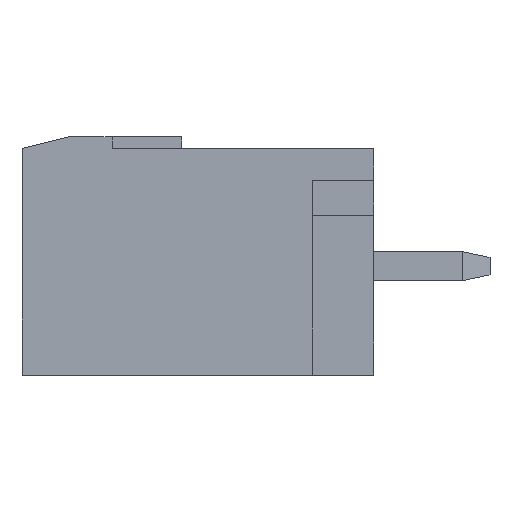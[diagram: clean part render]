
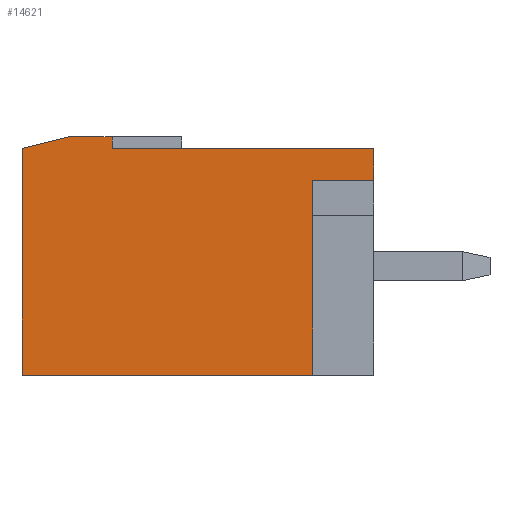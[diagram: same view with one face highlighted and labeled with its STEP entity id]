
A CAD part, left-side view. The second image highlights one B-rep face of the part: STEP entity #14621.
In plain terms, the highlighted planar face has unit normal (-1, 0, 0).
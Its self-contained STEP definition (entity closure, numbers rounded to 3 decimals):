
#2242 = EDGE_CURVE ( 'NONE', #4072, #5619, #29902, .T. ) ;
#3001 = CARTESIAN_POINT ( 'NONE',  ( 0., 9., 7.8 ) ) ;
#3390 = VECTOR ( 'NONE', #27202, 1000. ) ;
#3850 = VECTOR ( 'NONE', #12314, 1000. ) ;
#4072 = VERTEX_POINT ( 'NONE', #5085 ) ;
#4279 = CARTESIAN_POINT ( 'NONE',  ( 0., 9., 8.2 ) ) ;
#5085 = CARTESIAN_POINT ( 'NONE',  ( 0., 0., 6.7 ) ) ;
#5619 = VERTEX_POINT ( 'NONE', #5940 ) ;
#5832 = EDGE_CURVE ( 'NONE', #17651, #18611, #27694, .T. ) ;
#5940 = CARTESIAN_POINT ( 'NONE',  ( 0., 0., 7.8 ) ) ;
#6179 = VERTEX_POINT ( 'NONE', #3001 ) ;
#7167 = DIRECTION ( 'NONE',  ( 0., 0., 1. ) ) ;
#7504 = EDGE_CURVE ( 'NONE', #29102, #25811, #25360, .T. ) ;
#7588 = CARTESIAN_POINT ( 'NONE',  ( 0., 12.1, 0. ) ) ;
#8236 = ORIENTED_EDGE ( 'NONE', *, *, #2242, .T. ) ;
#9351 = ORIENTED_EDGE ( 'NONE', *, *, #20767, .T. ) ;
#9639 = EDGE_CURVE ( 'NONE', #17651, #25811, #26056, .T. ) ;
#10131 = VECTOR ( 'NONE', #15341, 1000. ) ;
#10230 = VECTOR ( 'NONE', #28594, 1000. ) ;
#10272 = DIRECTION ( 'NONE',  ( 0., -1., 0. ) ) ;
#10276 = DIRECTION ( 'NONE',  ( 1., 0., 0. ) ) ;
#11070 = EDGE_CURVE ( 'NONE', #29102, #26128, #23106, .T. ) ;
#11645 = VECTOR ( 'NONE', #31076, 1000. ) ;
#11649 = CARTESIAN_POINT ( 'NONE',  ( 0., 12.1, 8.2 ) ) ;
#11992 = DIRECTION ( 'NONE',  ( 0., 0., 1. ) ) ;
#12314 = DIRECTION ( 'NONE',  ( 0., 0., 1. ) ) ;
#12469 = CARTESIAN_POINT ( 'NONE',  ( 0., 0., 6.7 ) ) ;
#12529 = CARTESIAN_POINT ( 'NONE',  ( 0., 10.5, 8.2 ) ) ;
#12725 = EDGE_CURVE ( 'NONE', #5619, #6179, #18304, .T. ) ;
#13116 = EDGE_CURVE ( 'NONE', #6179, #18611, #19958, .T. ) ;
#13217 = CARTESIAN_POINT ( 'NONE',  ( 0., 9., 7.8 ) ) ;
#13231 = VECTOR ( 'NONE', #7167, 1000. ) ;
#13595 = EDGE_LOOP ( 'NONE', ( #20827, #28270, #24506, #14694, #9351, #8236, #18488, #23402, #23540 ) ) ;
#14576 = CARTESIAN_POINT ( 'NONE',  ( 0., 0., 8.2 ) ) ;
#14621 = ADVANCED_FACE ( 'NONE', ( #21987 ), #27059, .F. ) ;
#14633 = EDGE_CURVE ( 'NONE', #26128, #24016, #17742, .T. ) ;
#14694 = ORIENTED_EDGE ( 'NONE', *, *, #14633, .T. ) ;
#14704 = CARTESIAN_POINT ( 'NONE',  ( 0., 12.1, 8.2 ) ) ;
#14807 = CARTESIAN_POINT ( 'NONE',  ( 0., 9., 8.2 ) ) ;
#15341 = DIRECTION ( 'NONE',  ( 0., -1., 0. ) ) ;
#15381 = DIRECTION ( 'NONE',  ( 0., 0., -1. ) ) ;
#15794 = AXIS2_PLACEMENT_3D ( 'NONE', #11649, #10276, #15381 ) ;
#16803 = VECTOR ( 'NONE', #16883, 1000. ) ;
#16883 = DIRECTION ( 'NONE',  ( 0., -1., 0. ) ) ;
#16963 = CARTESIAN_POINT ( 'NONE',  ( 0., 12.1, 7.8 ) ) ;
#17651 = VERTEX_POINT ( 'NONE', #12529 ) ;
#17742 = LINE ( 'NONE', #29565, #3390 ) ;
#18304 = LINE ( 'NONE', #13217, #10230 ) ;
#18410 = VECTOR ( 'NONE', #10272, 1000. ) ;
#18488 = ORIENTED_EDGE ( 'NONE', *, *, #12725, .T. ) ;
#18611 = VERTEX_POINT ( 'NONE', #14807 ) ;
#18922 = CARTESIAN_POINT ( 'NONE',  ( 0., 2.1, 0. ) ) ;
#19931 = LINE ( 'NONE', #12469, #16803 ) ;
#19958 = LINE ( 'NONE', #4279, #3850 ) ;
#20767 = EDGE_CURVE ( 'NONE', #24016, #4072, #19931, .T. ) ;
#20827 = ORIENTED_EDGE ( 'NONE', *, *, #9639, .T. ) ;
#21987 = FACE_OUTER_BOUND ( 'NONE', #13595, .T. ) ;
#22632 = CARTESIAN_POINT ( 'NONE',  ( 0., 12.1, 8.2 ) ) ;
#23014 = CARTESIAN_POINT ( 'NONE',  ( 0., 12.1, 7.8 ) ) ;
#23106 = LINE ( 'NONE', #7588, #10131 ) ;
#23402 = ORIENTED_EDGE ( 'NONE', *, *, #13116, .T. ) ;
#23540 = ORIENTED_EDGE ( 'NONE', *, *, #5832, .F. ) ;
#23741 = VECTOR ( 'NONE', #11992, 1000. ) ;
#24016 = VERTEX_POINT ( 'NONE', #26665 ) ;
#24506 = ORIENTED_EDGE ( 'NONE', *, *, #11070, .T. ) ;
#25224 = CARTESIAN_POINT ( 'NONE',  ( 0., 12.1, 0. ) ) ;
#25360 = LINE ( 'NONE', #14704, #23741 ) ;
#25811 = VERTEX_POINT ( 'NONE', #16963 ) ;
#26056 = LINE ( 'NONE', #23014, #11645 ) ;
#26128 = VERTEX_POINT ( 'NONE', #18922 ) ;
#26665 = CARTESIAN_POINT ( 'NONE',  ( 0., 2.1, 6.7 ) ) ;
#27059 = PLANE ( 'NONE',  #15794 ) ;
#27202 = DIRECTION ( 'NONE',  ( 0., 0., 1. ) ) ;
#27694 = LINE ( 'NONE', #22632, #18410 ) ;
#28270 = ORIENTED_EDGE ( 'NONE', *, *, #7504, .F. ) ;
#28594 = DIRECTION ( 'NONE',  ( 0., 1., 0. ) ) ;
#29102 = VERTEX_POINT ( 'NONE', #25224 ) ;
#29565 = CARTESIAN_POINT ( 'NONE',  ( 0., 2.1, 6.7 ) ) ;
#29902 = LINE ( 'NONE', #14576, #13231 ) ;
#31076 = DIRECTION ( 'NONE',  ( 0., 0.97, -0.243 ) ) ;
